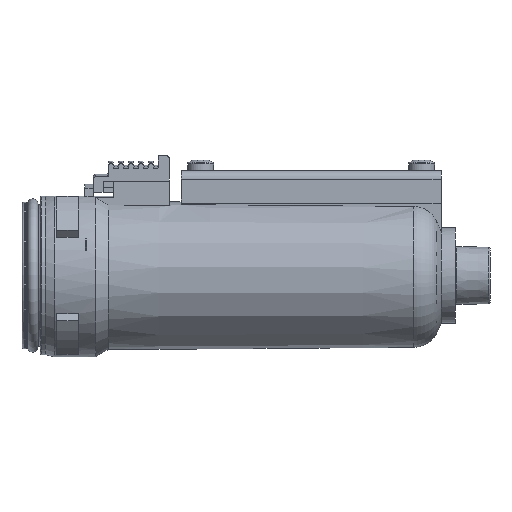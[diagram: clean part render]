
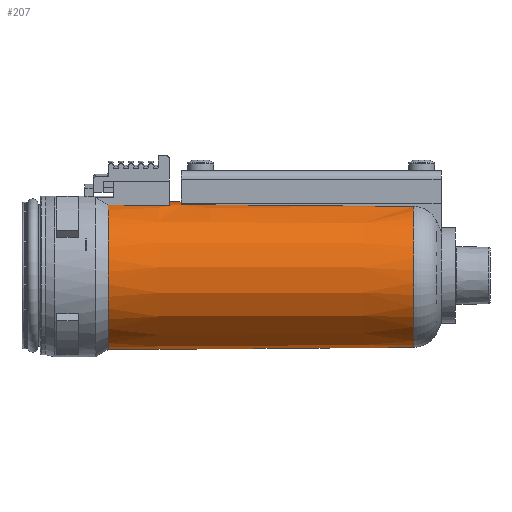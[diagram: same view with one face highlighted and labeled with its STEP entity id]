
A CAD part, left-side view. The second image highlights one B-rep face of the part: STEP entity #207.
In plain terms, the highlighted conical face has half-angle 0.431 degrees and reference radius 17.15 mm.
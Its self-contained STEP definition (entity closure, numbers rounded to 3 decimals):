
#207 = ADVANCED_FACE( '', ( #441, #442 ), #443, .T. );
#441 = FACE_BOUND( '', #945, .T. );
#442 = FACE_OUTER_BOUND( '', #946, .T. );
#443 = CONICAL_SURFACE( '', #947, 17.15, 0.008 );
#945 = EDGE_LOOP( '', ( #1523, #1524, #1525, #1526 ) );
#946 = EDGE_LOOP( '', ( #1527, #1528, #1529, #1530 ) );
#947 = AXIS2_PLACEMENT_3D( '', #1531, #1532, #1533 );
#1523 = ORIENTED_EDGE( '', *, *, #3370, .F. );
#1524 = ORIENTED_EDGE( '', *, *, #3371, .F. );
#1525 = ORIENTED_EDGE( '', *, *, #3372, .F. );
#1526 = ORIENTED_EDGE( '', *, *, #3373, .F. );
#1527 = ORIENTED_EDGE( '', *, *, #3374, .F. );
#1528 = ORIENTED_EDGE( '', *, *, #3375, .T. );
#1529 = ORIENTED_EDGE( '', *, *, #3369, .F. );
#1530 = ORIENTED_EDGE( '', *, *, #3376, .F. );
#1531 = CARTESIAN_POINT( '', ( 0., 88.143, 0. ) );
#1532 = DIRECTION( '', ( 0., 1., 0. ) );
#1533 = DIRECTION( '', ( 0., 0., 1. ) );
#3369 = EDGE_CURVE( '', #3955, #3946, #3957, .T. );
#3370 = EDGE_CURVE( '', #3958, #3959, #3960, .T. );
#3371 = EDGE_CURVE( '', #3961, #3958, #3962, .F. );
#3372 = EDGE_CURVE( '', #3963, #3961, #3964, .T. );
#3373 = EDGE_CURVE( '', #3959, #3963, #3965, .T. );
#3374 = EDGE_CURVE( '', #3966, #3967, #3968, .T. );
#3375 = EDGE_CURVE( '', #3966, #3946, #3969, .T. );
#3376 = EDGE_CURVE( '', #3967, #3955, #3970, .T. );
#3946 = VERTEX_POINT( '', #4923 );
#3955 = VERTEX_POINT( '', #4938 );
#3957 = B_SPLINE_CURVE_WITH_KNOTS( '', 3, ( #4941, #4942, #4943, #4944, #4945, #4946, #4947 ), .UNSPECIFIED., .F., .F., ( 4, 3, 4 ), ( 0.032, 0.034, 0.046 ), .UNSPECIFIED. );
#3958 = VERTEX_POINT( '', #4948 );
#3959 = VERTEX_POINT( '', #4949 );
#3960 = CIRCLE( '', #4950, 16.619 );
#3961 = VERTEX_POINT( '', #4951 );
#3962 = B_SPLINE_CURVE_WITH_KNOTS( '', 3, ( #4952, #4953, #4954, #4955, #4956, #4957, #4958, #4959, #4960, #4961 ), .UNSPECIFIED., .F., .F., ( 4, 3, 3, 4 ), ( 0.026, 0.033, 0.066, 0.08 ), .UNSPECIFIED. );
#3963 = VERTEX_POINT( '', #4962 );
#3964 = CIRCLE( '', #4963, 17.023 );
#3965 = B_SPLINE_CURVE_WITH_KNOTS( '', 3, ( #4964, #4965, #4966, #4967, #4968, #4969, #4970, #4971, #4972, #4973 ), .UNSPECIFIED., .F., .F., ( 4, 3, 3, 4 ), ( 0.026, 0.033, 0.066, 0.08 ), .UNSPECIFIED. );
#3966 = VERTEX_POINT( '', #4974 );
#3967 = VERTEX_POINT( '', #4975 );
#3968 = B_SPLINE_CURVE_WITH_KNOTS( '', 3, ( #4976, #4977, #4978, #4979, #4980, #4981, #4982 ), .UNSPECIFIED., .F., .F., ( 4, 3, 4 ), ( 0.021, 0.034, 0.036 ), .UNSPECIFIED. );
#3969 = CIRCLE( '', #4983, 17.15 );
#3970 = CIRCLE( '', #4984, 17.044 );
#4923 = CARTESIAN_POINT( '', ( 5.5, 88.143, 16.244 ) );
#4938 = CARTESIAN_POINT( '', ( 5.5, 74., 16.132 ) );
#4941 = CARTESIAN_POINT( '', ( 5.5, 74., 16.132 ) );
#4942 = CARTESIAN_POINT( '', ( 5.5, 74.586, 16.136 ) );
#4943 = CARTESIAN_POINT( '', ( 5.5, 75.173, 16.141 ) );
#4944 = CARTESIAN_POINT( '', ( 5.5, 75.759, 16.146 ) );
#4945 = CARTESIAN_POINT( '', ( 5.5, 79.887, 16.179 ) );
#4946 = CARTESIAN_POINT( '', ( 5.5, 84.015, 16.211 ) );
#4947 = CARTESIAN_POINT( '', ( 5.5, 88.143, 16.244 ) );
#4948 = CARTESIAN_POINT( '', ( -4.8, 17.593, 15.911 ) );
#4949 = CARTESIAN_POINT( '', ( 4.8, 17.593, 15.911 ) );
#4950 = AXIS2_PLACEMENT_3D( '', #6610, #6611, #6612 );
#4951 = CARTESIAN_POINT( '', ( -4.8, 71.3, 16.332 ) );
#4952 = CARTESIAN_POINT( '', ( -4.8, 17.593, 15.911 ) );
#4953 = CARTESIAN_POINT( '', ( -4.8, 19.823, 15.928 ) );
#4954 = CARTESIAN_POINT( '', ( -4.8, 22.052, 15.946 ) );
#4955 = CARTESIAN_POINT( '', ( -4.8, 24.282, 15.963 ) );
#4956 = CARTESIAN_POINT( '', ( -4.8, 35.311, 16.05 ) );
#4957 = CARTESIAN_POINT( '', ( -4.8, 46.341, 16.137 ) );
#4958 = CARTESIAN_POINT( '', ( -4.8, 57.37, 16.223 ) );
#4959 = CARTESIAN_POINT( '', ( -4.8, 62.014, 16.26 ) );
#4960 = CARTESIAN_POINT( '', ( -4.8, 66.657, 16.296 ) );
#4961 = CARTESIAN_POINT( '', ( -4.8, 71.3, 16.332 ) );
#4962 = CARTESIAN_POINT( '', ( 4.8, 71.3, 16.332 ) );
#4963 = AXIS2_PLACEMENT_3D( '', #6613, #6614, #6615 );
#4964 = CARTESIAN_POINT( '', ( 4.8, 17.593, 15.911 ) );
#4965 = CARTESIAN_POINT( '', ( 4.8, 19.823, 15.928 ) );
#4966 = CARTESIAN_POINT( '', ( 4.8, 22.052, 15.946 ) );
#4967 = CARTESIAN_POINT( '', ( 4.8, 24.282, 15.963 ) );
#4968 = CARTESIAN_POINT( '', ( 4.8, 35.311, 16.05 ) );
#4969 = CARTESIAN_POINT( '', ( 4.8, 46.341, 16.137 ) );
#4970 = CARTESIAN_POINT( '', ( 4.8, 57.37, 16.223 ) );
#4971 = CARTESIAN_POINT( '', ( 4.8, 62.014, 16.26 ) );
#4972 = CARTESIAN_POINT( '', ( 4.8, 66.657, 16.296 ) );
#4973 = CARTESIAN_POINT( '', ( 4.8, 71.3, 16.332 ) );
#4974 = CARTESIAN_POINT( '', ( -5.5, 88.143, 16.244 ) );
#4975 = CARTESIAN_POINT( '', ( -5.5, 74., 16.132 ) );
#4976 = CARTESIAN_POINT( '', ( -5.5, 88.143, 16.244 ) );
#4977 = CARTESIAN_POINT( '', ( -5.5, 84.015, 16.211 ) );
#4978 = CARTESIAN_POINT( '', ( -5.5, 79.887, 16.179 ) );
#4979 = CARTESIAN_POINT( '', ( -5.5, 75.759, 16.146 ) );
#4980 = CARTESIAN_POINT( '', ( -5.5, 75.173, 16.141 ) );
#4981 = CARTESIAN_POINT( '', ( -5.5, 74.586, 16.136 ) );
#4982 = CARTESIAN_POINT( '', ( -5.5, 74., 16.132 ) );
#4983 = AXIS2_PLACEMENT_3D( '', #6616, #6617, #6618 );
#4984 = AXIS2_PLACEMENT_3D( '', #6619, #6620, #6621 );
#6610 = CARTESIAN_POINT( '', ( 0., 17.593, 0. ) );
#6611 = DIRECTION( '', ( 0., -1., 0. ) );
#6612 = DIRECTION( '', ( 0., 0., -1. ) );
#6613 = CARTESIAN_POINT( '', ( 0., 71.3, 0. ) );
#6614 = DIRECTION( '', ( 0., -1., 0. ) );
#6615 = DIRECTION( '', ( 0., 0., -1. ) );
#6616 = CARTESIAN_POINT( '', ( 0., 88.143, 0. ) );
#6617 = DIRECTION( '', ( 0., -1., 0. ) );
#6618 = DIRECTION( '', ( 0., 0., -1. ) );
#6619 = CARTESIAN_POINT( '', ( 0., 74., 0. ) );
#6620 = DIRECTION( '', ( 0., 1., 0. ) );
#6621 = DIRECTION( '', ( 0., 0., 1. ) );
